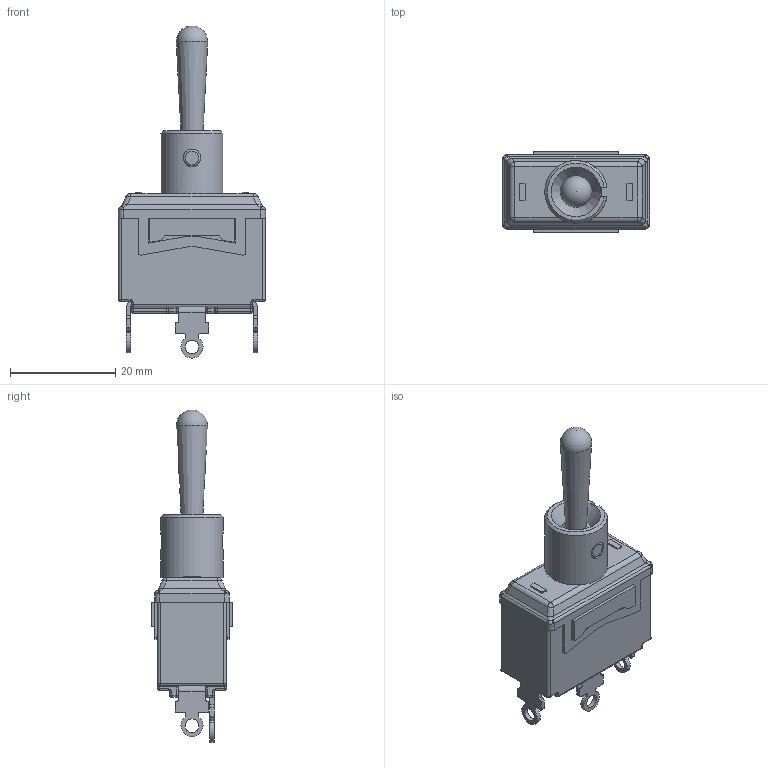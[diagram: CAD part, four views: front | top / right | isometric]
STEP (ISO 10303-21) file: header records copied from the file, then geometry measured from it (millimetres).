
FILE_DESCRIPTION(/* description */ (''),/* implementation_level */ '2;1');
FILE_NAME(/* name */ 'ST12DD00.stp',/* time_stamp */ '2025-06-04T07:55:43-05:00',/* author */ ('mroman'),/* organization */ (''),/* preprocessor_version */ 'ST-DEVELOPER v18.1',/* originating_system */ 'Autodesk Inventor 2022',/* authorisation */ '');
FILE_SCHEMA (('AUTOMOTIVE_DESIGN { 1 0 10303 214 3 1 1 }'));
Length unit declared in the file: centimetre
Products named in the file (1): ST12DD00
Bounding box: 28 x 15.5 x 63.19 mm (x, y, z)
Volume: 9675 mm3; surface area: 4168.7 mm2
Topology: 1 solids, 5 shells, 470 faces, 1168 edges, 720 vertices
Faces by surface type: plane 176, cylinder 170, bspline 52, sphere 32, torus 31, cone 9
Full cylindrical faces by diameter (mm): 2 x3, 2.6 x3, 3.34 x2, 3.35 x2, 5.4 x1
Entity records: 14716 total; most frequent: CARTESIAN_POINT 3585, ORIENTED_EDGE 2326, DIRECTION 2321, EDGE_CURVE 1163, AXIS2_PLACEMENT_3D 847, VERTEX_POINT 720, LINE 627, VECTOR 627
